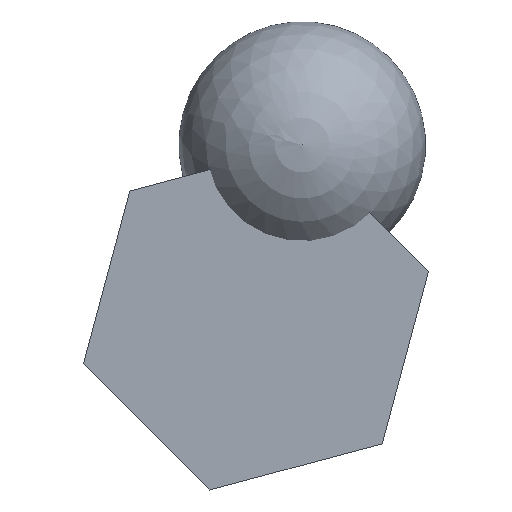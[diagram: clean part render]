
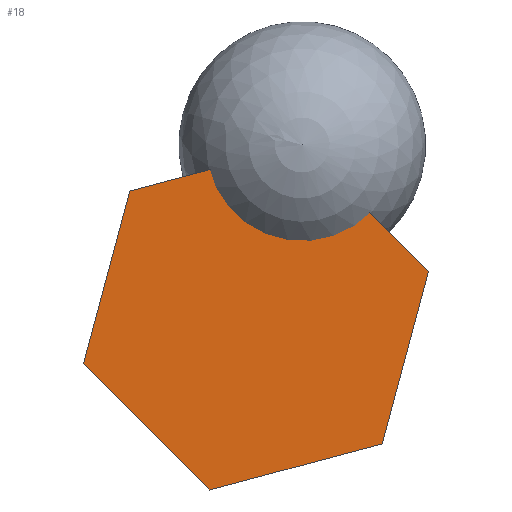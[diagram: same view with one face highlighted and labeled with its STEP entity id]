
A CAD part, front view. The second image highlights one B-rep face of the part: STEP entity #18.
In plain terms, the highlighted planar face has unit normal (0, -1, 0).
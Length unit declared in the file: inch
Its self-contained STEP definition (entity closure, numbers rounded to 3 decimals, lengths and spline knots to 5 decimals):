
#8 = DIRECTION ( 'NONE',  ( -0.259, 0., -0.966 ) ) ;
#18 = ADVANCED_FACE ( 'NONE', ( #310 ), #241, .F. ) ;
#22 = ORIENTED_EDGE ( 'NONE', *, *, #231, .F. ) ;
#27 = ORIENTED_EDGE ( 'NONE', *, *, #180, .F. ) ;
#31 = LINE ( 'NONE', #33, #297 ) ;
#33 = CARTESIAN_POINT ( 'NONE',  ( -16.07193, 0., 16.0736 ) ) ;
#38 = VERTEX_POINT ( 'NONE', #196 ) ;
#39 = VECTOR ( 'NONE', #8, 39.37008 ) ;
#42 = ORIENTED_EDGE ( 'NONE', *, *, #307, .F. ) ;
#46 = DIRECTION ( 'NONE',  ( 0., 0., 1. ) ) ;
#56 = VECTOR ( 'NONE', #308, 39.37008 ) ;
#58 = LINE ( 'NONE', #228, #56 ) ;
#60 = ORIENTED_EDGE ( 'NONE', *, *, #107, .F. ) ;
#78 = CARTESIAN_POINT ( 'NONE',  ( -16.07193, 0., 16.0736 ) ) ;
#90 = VERTEX_POINT ( 'NONE', #78 ) ;
#91 = VECTOR ( 'NONE', #203, 39.37008 ) ;
#100 = CARTESIAN_POINT ( 'NONE',  ( 5.88418, 0., 21.9555 ) ) ;
#107 = EDGE_CURVE ( 'NONE', #90, #235, #31, .T. ) ;
#110 = EDGE_CURVE ( 'NONE', #313, #38, #202, .T. ) ;
#112 = DIRECTION ( 'NONE',  ( 0., 1., 0. ) ) ;
#126 = AXIS2_PLACEMENT_3D ( 'NONE', #263, #112, #46 ) ;
#138 = DIRECTION ( 'NONE',  ( 0.259, 0., 0.966 ) ) ;
#139 = EDGE_LOOP ( 'NONE', ( #259, #27, #60, #193, #22, #42 ) ) ;
#157 = CARTESIAN_POINT ( 'NONE',  ( 16.07193, 0., -16.0736 ) ) ;
#168 = CARTESIAN_POINT ( 'NONE',  ( 21.95611, 0., 5.8819 ) ) ;
#171 = VERTEX_POINT ( 'NONE', #175 ) ;
#175 = CARTESIAN_POINT ( 'NONE',  ( -21.95611, 0., -5.8819 ) ) ;
#180 = EDGE_CURVE ( 'NONE', #235, #313, #248, .T. ) ;
#193 = ORIENTED_EDGE ( 'NONE', *, *, #293, .F. ) ;
#196 = CARTESIAN_POINT ( 'NONE',  ( 16.07193, 0., -16.0736 ) ) ;
#202 = LINE ( 'NONE', #271, #39 ) ;
#203 = DIRECTION ( 'NONE',  ( 0.707, 0., -0.707 ) ) ;
#208 = LINE ( 'NONE', #157, #256 ) ;
#213 = CARTESIAN_POINT ( 'NONE',  ( -21.95611, 0., -5.8819 ) ) ;
#228 = CARTESIAN_POINT ( 'NONE',  ( -5.88418, 0., -21.9555 ) ) ;
#229 = VERTEX_POINT ( 'NONE', #260 ) ;
#231 = EDGE_CURVE ( 'NONE', #229, #171, #58, .T. ) ;
#235 = VERTEX_POINT ( 'NONE', #253 ) ;
#241 = PLANE ( 'NONE',  #126 ) ;
#248 = LINE ( 'NONE', #100, #91 ) ;
#253 = CARTESIAN_POINT ( 'NONE',  ( 5.88418, 0., 21.9555 ) ) ;
#256 = VECTOR ( 'NONE', #277, 39.37008 ) ;
#259 = ORIENTED_EDGE ( 'NONE', *, *, #110, .F. ) ;
#260 = CARTESIAN_POINT ( 'NONE',  ( -5.88418, 0., -21.9555 ) ) ;
#263 = CARTESIAN_POINT ( 'NONE',  ( 0., 0., 0. ) ) ;
#265 = LINE ( 'NONE', #213, #291 ) ;
#271 = CARTESIAN_POINT ( 'NONE',  ( 21.95611, 0., 5.8819 ) ) ;
#277 = DIRECTION ( 'NONE',  ( -0.966, 0., -0.259 ) ) ;
#291 = VECTOR ( 'NONE', #138, 39.37008 ) ;
#293 = EDGE_CURVE ( 'NONE', #171, #90, #265, .T. ) ;
#297 = VECTOR ( 'NONE', #299, 39.37008 ) ;
#299 = DIRECTION ( 'NONE',  ( 0.966, 0., 0.259 ) ) ;
#307 = EDGE_CURVE ( 'NONE', #38, #229, #208, .T. ) ;
#308 = DIRECTION ( 'NONE',  ( -0.707, 0., 0.707 ) ) ;
#310 = FACE_OUTER_BOUND ( 'NONE', #139, .T. ) ;
#313 = VERTEX_POINT ( 'NONE', #168 ) ;
